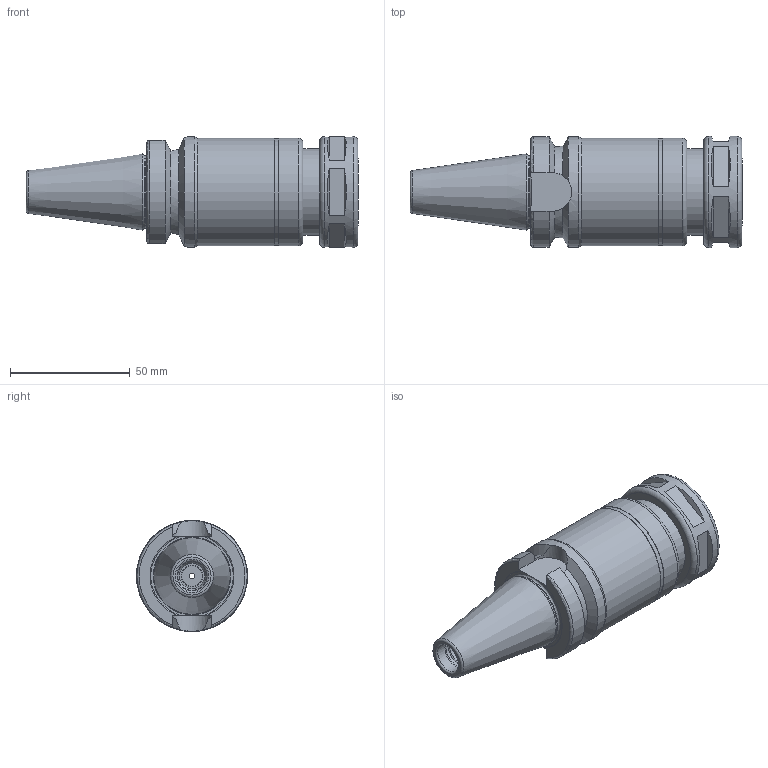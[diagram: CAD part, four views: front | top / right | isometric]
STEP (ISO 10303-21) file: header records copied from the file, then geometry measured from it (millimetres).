
FILE_DESCRIPTION((''),'2;1');
FILE_NAME('254010122090-3D.stp','2020-04-13T14:05:26',('nttooll'),(''),'Autodesk Inventor 2012','Autodesk Inventor 2012','');
FILE_SCHEMA(('AUTOMOTIVE_DESIGN { 1 0 10303 214 1 1 1 1 }'));
Length unit declared in the file: millimetre
Products named in the file (1): 254010122090-3D
Bounding box: 138.4 x 46.3 x 46.3 mm (x, y, z)
Volume: 106670 mm3; surface area: 32087.3 mm2
Topology: 1 solids, 1 shells, 106 faces, 217 edges, 136 vertices
Faces by surface type: plane 46, cylinder 31, cone 20, torus 9
Full cylindrical faces by diameter (mm): 2.5 x1, 8.5 x1, 9 x1, 10.5 x1, 12 x1, 12.5 x1, 12.9 x1, 17.5 x1, 18 x1, 21.8 x1, 21.9 x1, 23 x2, 24 x1, 28 x1, 30.4 x1, 30.8 x1, 32.5 x1, 36 x2, 44.6 x1, 45 x2, 46 x1, 46.3 x1
Entity records: 2618 total; most frequent: CARTESIAN_POINT 529, DIRECTION 450, ORIENTED_EDGE 334, AXIS2_PLACEMENT_3D 202, EDGE_LOOP 178, EDGE_CURVE 167, VERTEX_POINT 133, FACE_OUTER_BOUND 106
